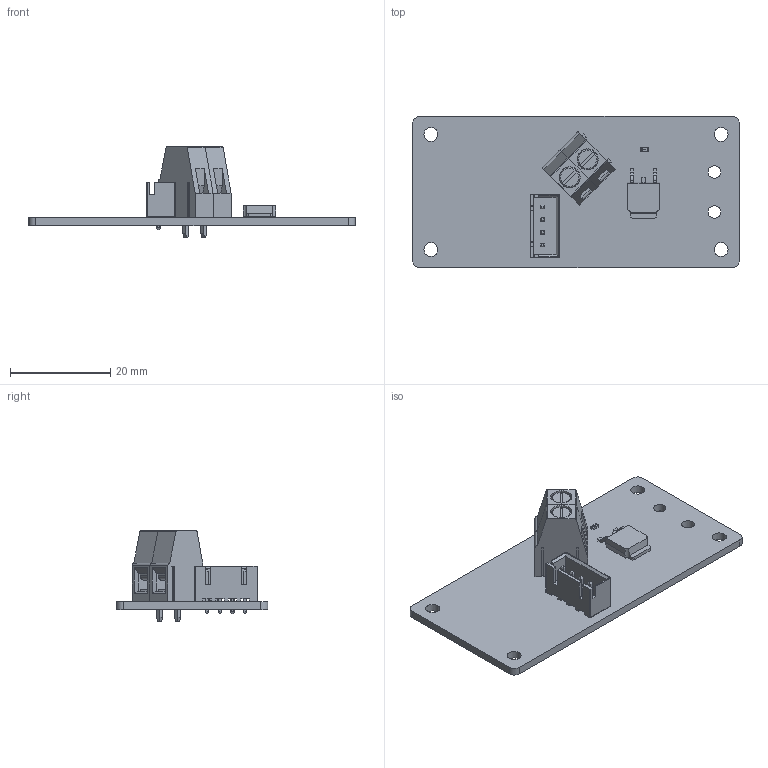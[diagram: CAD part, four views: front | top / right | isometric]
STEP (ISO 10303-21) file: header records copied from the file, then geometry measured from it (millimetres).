
FILE_DESCRIPTION(('Open CASCADE Model'),'2;1');
FILE_NAME('Open CASCADE Shape Model','2024-06-07T14:07:52',('Author'),( 'Open CASCADE'),'Open CASCADE STEP processor 6.8','Open CASCADE 6.8' ,'Unknown');
FILE_SCHEMA(('AUTOMOTIVE_DESIGN { 1 0 10303 214 1 1 1 1 }'));
Length unit declared in the file: millimetre
Products named in the file (17): PCB; Board; Open CASCADE STEP translator 6.8 5.1.1; Q1; TO-252; P2; XH2.54-4P; LOGO?; R1; R_0603-HP; R_0603; P1; KF128-5.08; LOGO?0.75
Assembly tree (17 placements, depth 4):
  PCB
    Board
      Open CASCADE STEP translator 6.8 5.1.1
    Q1
      TO-252
    P2
      XH2.54-4P
        LOGO?
        XH2.54-4P
    R1
      R_0603-HP
        R_0603
        LOGO?
    P1
      KF128-5.08  x2
        KF128-5.08
        LOGO?0.75
Bounding box: 65.25 x 30.25 x 18.1 mm (x, y, z)
Volume: 4635.5 mm3; surface area: 6374 mm2
Topology: 66 solids, 66 shells, 891 faces, 2190 edges, 1454 vertices
Faces by surface type: plane 571, bspline 159, cylinder 157, torus 4
Full cylindrical faces by diameter (mm): 1 x4, 1.15 x2, 2.5 x2, 2.8 x4
Entity records: 28993 total; most frequent: CARTESIAN_POINT 8197, ORIENTED_EDGE 3540, DIRECTION 2864, EDGE_CURVE 1770, LINE 1202, VECTOR 1202, VERTEX_POINT 1176, AXIS2_PLACEMENT_3D 831
